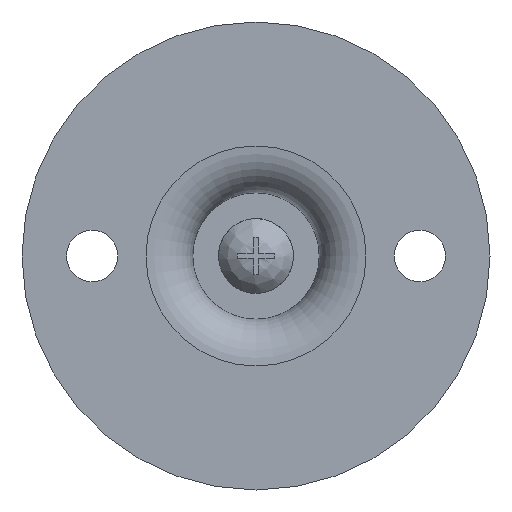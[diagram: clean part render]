
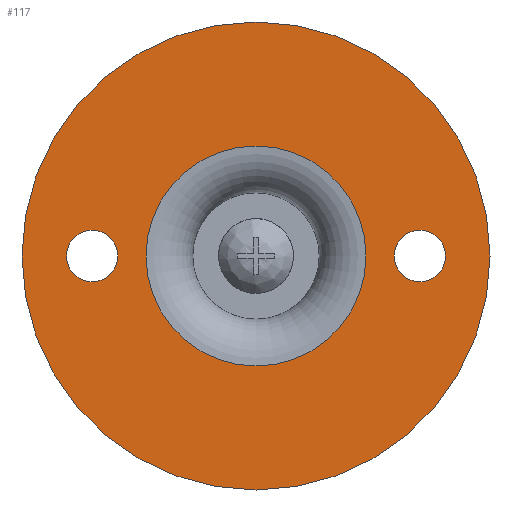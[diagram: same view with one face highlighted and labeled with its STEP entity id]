
A CAD part, front view. The second image highlights one B-rep face of the part: STEP entity #117.
In plain terms, the highlighted planar face has unit normal (0, -1, 0).
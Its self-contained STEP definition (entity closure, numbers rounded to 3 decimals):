
#117 = ADVANCED_FACE( '', ( #258, #259, #260, #261 ), #262, .F. );
#258 = FACE_BOUND( '', #425, .T. );
#259 = FACE_BOUND( '', #426, .T. );
#260 = FACE_OUTER_BOUND( '', #427, .T. );
#261 = FACE_BOUND( '', #428, .T. );
#262 = PLANE( '', #429 );
#425 = EDGE_LOOP( '', ( #731 ) );
#426 = EDGE_LOOP( '', ( #732 ) );
#427 = EDGE_LOOP( '', ( #733 ) );
#428 = EDGE_LOOP( '', ( #734 ) );
#429 = AXIS2_PLACEMENT_3D( '', #735, #736, #737 );
#731 = ORIENTED_EDGE( '', *, *, #1009, .F. );
#732 = ORIENTED_EDGE( '', *, *, #1010, .F. );
#733 = ORIENTED_EDGE( '', *, *, #945, .T. );
#734 = ORIENTED_EDGE( '', *, *, #1011, .T. );
#735 = CARTESIAN_POINT( '', ( 25., 0., 0. ) );
#736 = DIRECTION( '', ( 0., 1., 0. ) );
#737 = DIRECTION( '', ( 0., 0., 1. ) );
#945 = EDGE_CURVE( '', #1107, #1107, #1108, .T. );
#1009 = EDGE_CURVE( '', #1201, #1201, #1202, .T. );
#1010 = EDGE_CURVE( '', #1203, #1203, #1204, .F. );
#1011 = EDGE_CURVE( '', #1205, #1205, #1206, .T. );
#1107 = VERTEX_POINT( '', #1365 );
#1108 = CIRCLE( '', #1366, 25. );
#1201 = VERTEX_POINT( '', #1540 );
#1202 = CIRCLE( '', #1541, 11.75 );
#1203 = VERTEX_POINT( '', #1542 );
#1204 = CIRCLE( '', #1543, 2.75 );
#1205 = VERTEX_POINT( '', #1544 );
#1206 = CIRCLE( '', #1545, 2.75 );
#1365 = CARTESIAN_POINT( '', ( 0., 0., -25. ) );
#1366 = AXIS2_PLACEMENT_3D( '', #1678, #1679, #1680 );
#1540 = CARTESIAN_POINT( '', ( 0., 0., -11.75 ) );
#1541 = AXIS2_PLACEMENT_3D( '', #1745, #1746, #1747 );
#1542 = CARTESIAN_POINT( '', ( 17.5, 0., 2.75 ) );
#1543 = AXIS2_PLACEMENT_3D( '', #1748, #1749, #1750 );
#1544 = CARTESIAN_POINT( '', ( -14.75, 0., 0. ) );
#1545 = AXIS2_PLACEMENT_3D( '', #1751, #1752, #1753 );
#1678 = CARTESIAN_POINT( '', ( 0., 0., 0. ) );
#1679 = DIRECTION( '', ( 0., -1., 0. ) );
#1680 = DIRECTION( '', ( 0., 0., -1. ) );
#1745 = CARTESIAN_POINT( '', ( 0., 0., 0. ) );
#1746 = DIRECTION( '', ( 0., -1., 0. ) );
#1747 = DIRECTION( '', ( 0., 0., -1. ) );
#1748 = CARTESIAN_POINT( '', ( 17.5, 0., 0. ) );
#1749 = DIRECTION( '', ( 0., 1., 0. ) );
#1750 = DIRECTION( '', ( 0., 0., 1. ) );
#1751 = CARTESIAN_POINT( '', ( -17.5, 0., 0. ) );
#1752 = DIRECTION( '', ( 0., 1., 0. ) );
#1753 = DIRECTION( '', ( 1., 0., 0. ) );
